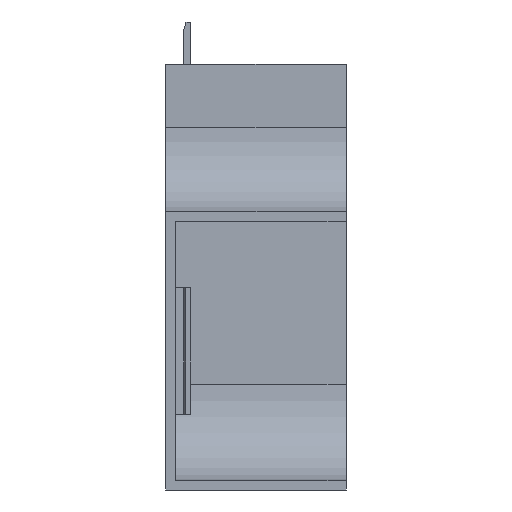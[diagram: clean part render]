
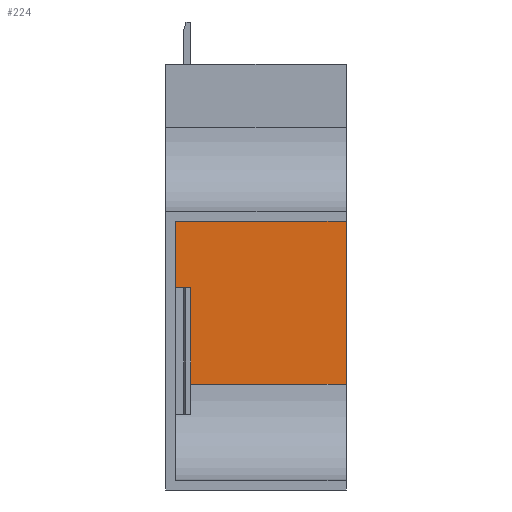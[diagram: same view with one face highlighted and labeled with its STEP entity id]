
A CAD part, left-side view. The second image highlights one B-rep face of the part: STEP entity #224.
In plain terms, the highlighted planar face has unit normal (-1, 0, 0).
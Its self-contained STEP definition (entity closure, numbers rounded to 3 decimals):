
#8 = CARTESIAN_POINT ( 'NONE',  ( 48.25, 19.15, -25.45 ) ) ;
#29 = VECTOR ( 'NONE', #1095, 1000. ) ;
#57 = CARTESIAN_POINT ( 'NONE',  ( 48.25, 19.15, 50.45 ) ) ;
#82 = DIRECTION ( 'NONE',  ( -1., 0., 0. ) ) ;
#96 = PLANE ( 'NONE',  #130 ) ;
#113 = CARTESIAN_POINT ( 'NONE',  ( 48.25, 21.35, 50.45 ) ) ;
#130 = AXIS2_PLACEMENT_3D ( 'NONE', #113, #82, #1589 ) ;
#175 = EDGE_CURVE ( 'NONE', #1228, #1512, #470, .T. ) ;
#224 = ADVANCED_FACE ( 'NONE', ( #1571 ), #96, .T. ) ;
#244 = VECTOR ( 'NONE', #1560, 1000. ) ;
#470 = LINE ( 'NONE', #1597, #29 ) ;
#484 = VECTOR ( 'NONE', #1091, 1000. ) ;
#561 = CARTESIAN_POINT ( 'NONE',  ( 48.25, 21.35, 50.45 ) ) ;
#606 = EDGE_CURVE ( 'NONE', #824, #1512, #700, .T. ) ;
#607 = VERTEX_POINT ( 'NONE', #1568 ) ;
#677 = ORIENTED_EDGE ( 'NONE', *, *, #606, .T. ) ;
#700 = LINE ( 'NONE', #1446, #244 ) ;
#824 = VERTEX_POINT ( 'NONE', #8 ) ;
#862 = ORIENTED_EDGE ( 'NONE', *, *, #1023, .F. ) ;
#897 = CARTESIAN_POINT ( 'NONE',  ( 48.25, -21.35, 50.45 ) ) ;
#926 = EDGE_CURVE ( 'NONE', #607, #824, #1525, .T. ) ;
#976 = ORIENTED_EDGE ( 'NONE', *, *, #175, .F. ) ;
#1006 = CARTESIAN_POINT ( 'NONE',  ( 48.25, -21.35, -25.45 ) ) ;
#1023 = EDGE_CURVE ( 'NONE', #607, #1228, #1073, .T. ) ;
#1048 = EDGE_LOOP ( 'NONE', ( #976, #862, #1266, #677 ) ) ;
#1072 = VECTOR ( 'NONE', #1509, 1000. ) ;
#1073 = LINE ( 'NONE', #561, #484 ) ;
#1091 = DIRECTION ( 'NONE',  ( 0., -1., 0. ) ) ;
#1095 = DIRECTION ( 'NONE',  ( 0., 0., -1. ) ) ;
#1228 = VERTEX_POINT ( 'NONE', #897 ) ;
#1266 = ORIENTED_EDGE ( 'NONE', *, *, #926, .T. ) ;
#1446 = CARTESIAN_POINT ( 'NONE',  ( 48.25, 21.35, -25.45 ) ) ;
#1509 = DIRECTION ( 'NONE',  ( 0., 0., -1. ) ) ;
#1512 = VERTEX_POINT ( 'NONE', #1006 ) ;
#1525 = LINE ( 'NONE', #57, #1072 ) ;
#1560 = DIRECTION ( 'NONE',  ( 0., -1., 0. ) ) ;
#1568 = CARTESIAN_POINT ( 'NONE',  ( 48.25, 19.15, 50.45 ) ) ;
#1571 = FACE_OUTER_BOUND ( 'NONE', #1048, .T. ) ;
#1589 = DIRECTION ( 'NONE',  ( 0., 0., 1. ) ) ;
#1597 = CARTESIAN_POINT ( 'NONE',  ( 48.25, -21.35, 50.45 ) ) ;
